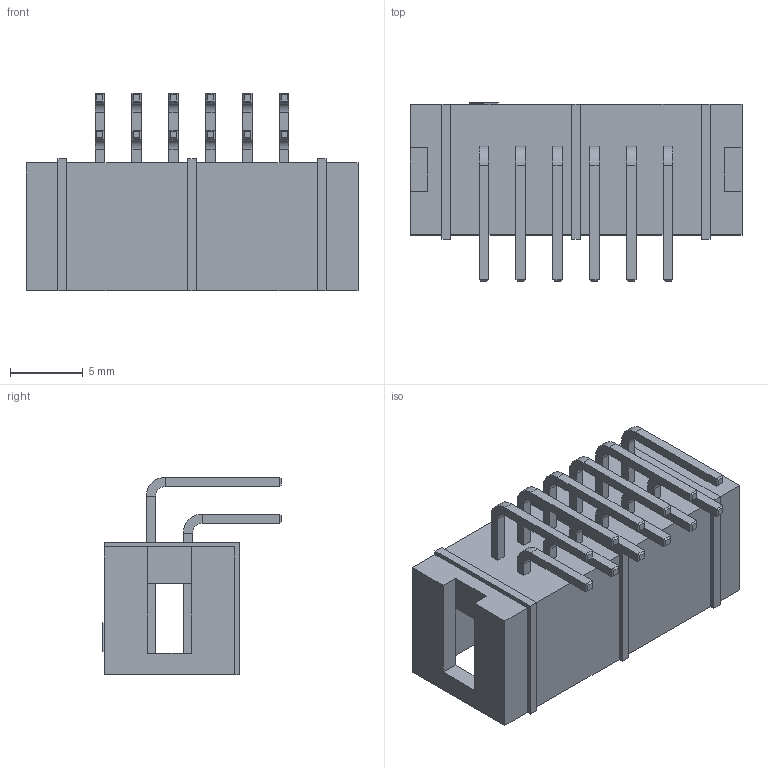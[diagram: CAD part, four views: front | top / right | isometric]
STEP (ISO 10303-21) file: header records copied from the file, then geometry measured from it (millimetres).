
FILE_DESCRIPTION (( 'STEP AP214' ), '1' );
FILE_NAME ('BHR-12.step', '2021-01-16T20:00:21', ( '' ), ( '' ), 'SwSTEP 2.0', 'SolidWorks 2020', '' );
FILE_SCHEMA (( 'AUTOMOTIVE_DESIGN' ));
Length unit declared in the file: millimetre
Products named in the file (1): BHR-12
Bounding box: 22.84 x 12.3 x 13.6 mm (x, y, z)
Volume: 954.3 mm3; surface area: 1909.6 mm2
Topology: 13 solids, 13 shells, 409 faces, 910 edges, 524 vertices
Faces by surface type: plane 385, cylinder 24
Entity records: 14418 total; most frequent: CARTESIAN_POINT 1844, ORIENTED_EDGE 1820, DIRECTION 1778, EDGE_CURVE 910, VECTOR 862, LINE 862, VERTEX_POINT 524, AXIS2_PLACEMENT_3D 458
